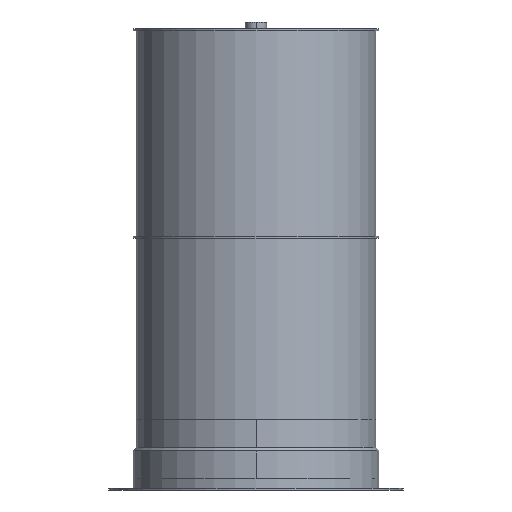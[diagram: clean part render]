
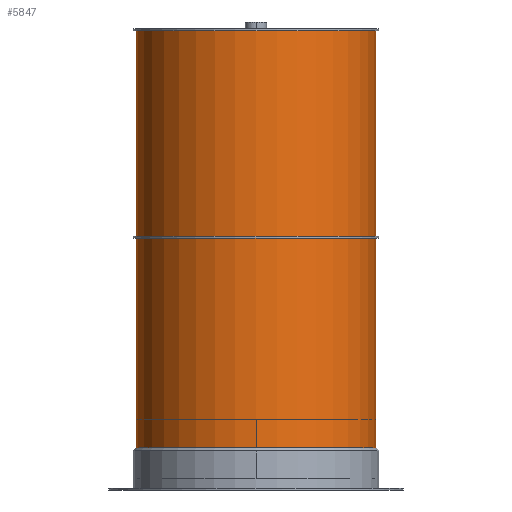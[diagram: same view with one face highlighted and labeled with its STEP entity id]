
A CAD part, front view. The second image highlights one B-rep face of the part: STEP entity #5847.
In plain terms, the highlighted cylindrical face has radius 674.5 mm (diameter 1349 mm), a partial arc.
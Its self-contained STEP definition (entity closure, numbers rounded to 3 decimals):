
#2197 = CIRCLE ( 'NONE', #70525, 674.5 ) ;
#2342 = CARTESIAN_POINT ( 'NONE',  ( 674.5, 0., -1060.757 ) ) ;
#5847 = ADVANCED_FACE ( 'NONE', ( #36201 ), #106715, .T. ) ;
#6495 = DIRECTION ( 'NONE',  ( 0., 0., 1. ) ) ;
#9856 = DIRECTION ( 'NONE',  ( 0., 0., 1. ) ) ;
#11220 = VERTEX_POINT ( 'NONE', #48537 ) ;
#13169 = AXIS2_PLACEMENT_3D ( 'NONE', #25606, #6495, #51038 ) ;
#16639 = EDGE_CURVE ( 'NONE', #109075, #106650, #2197, .T. ) ;
#20312 = ORIENTED_EDGE ( 'NONE', *, *, #25555, .T. ) ;
#25555 = EDGE_CURVE ( 'NONE', #75486, #106650, #113566, .T. ) ;
#25606 = CARTESIAN_POINT ( 'NONE',  ( 0., 0., -1060.757 ) ) ;
#33907 = EDGE_CURVE ( 'NONE', #11220, #109075, #58200, .T. ) ;
#36201 = FACE_OUTER_BOUND ( 'NONE', #96742, .T. ) ;
#39544 = VECTOR ( 'NONE', #52883, 1000. ) ;
#40906 = CIRCLE ( 'NONE', #13169, 674.5 ) ;
#41430 = DIRECTION ( 'NONE',  ( 0., 0., 1. ) ) ;
#45150 = DIRECTION ( 'NONE',  ( 1., 0., 0. ) ) ;
#48537 = CARTESIAN_POINT ( 'NONE',  ( -674.5, 0., -1060.757 ) ) ;
#51038 = DIRECTION ( 'NONE',  ( 1., 0., 0. ) ) ;
#51578 = ORIENTED_EDGE ( 'NONE', *, *, #33907, .F. ) ;
#52883 = DIRECTION ( 'NONE',  ( 0., 0., 1. ) ) ;
#53689 = CARTESIAN_POINT ( 'NONE',  ( -674.5, 0., 1300. ) ) ;
#54696 = CARTESIAN_POINT ( 'NONE',  ( 0., 0., -672.178 ) ) ;
#55918 = AXIS2_PLACEMENT_3D ( 'NONE', #54696, #107300, #97461 ) ;
#58200 = LINE ( 'NONE', #109694, #97820 ) ;
#58982 = CARTESIAN_POINT ( 'NONE',  ( 674.5, 0., 1300. ) ) ;
#66403 = ORIENTED_EDGE ( 'NONE', *, *, #16639, .F. ) ;
#70525 = AXIS2_PLACEMENT_3D ( 'NONE', #89073, #9856, #45150 ) ;
#70779 = ORIENTED_EDGE ( 'NONE', *, *, #96142, .T. ) ;
#75486 = VERTEX_POINT ( 'NONE', #2342 ) ;
#86994 = CARTESIAN_POINT ( 'NONE',  ( 674.5, 0., -672.178 ) ) ;
#89073 = CARTESIAN_POINT ( 'NONE',  ( 0., 0., 1300. ) ) ;
#96142 = EDGE_CURVE ( 'NONE', #11220, #75486, #40906, .T. ) ;
#96742 = EDGE_LOOP ( 'NONE', ( #51578, #70779, #20312, #66403 ) ) ;
#97461 = DIRECTION ( 'NONE',  ( 1., 0., 0. ) ) ;
#97820 = VECTOR ( 'NONE', #41430, 1000. ) ;
#106650 = VERTEX_POINT ( 'NONE', #58982 ) ;
#106715 = CYLINDRICAL_SURFACE ( 'NONE', #55918, 674.5 ) ;
#107300 = DIRECTION ( 'NONE',  ( 0., 0., 1. ) ) ;
#109075 = VERTEX_POINT ( 'NONE', #53689 ) ;
#109694 = CARTESIAN_POINT ( 'NONE',  ( -674.5, 0., -672.178 ) ) ;
#113566 = LINE ( 'NONE', #86994, #39544 ) ;
